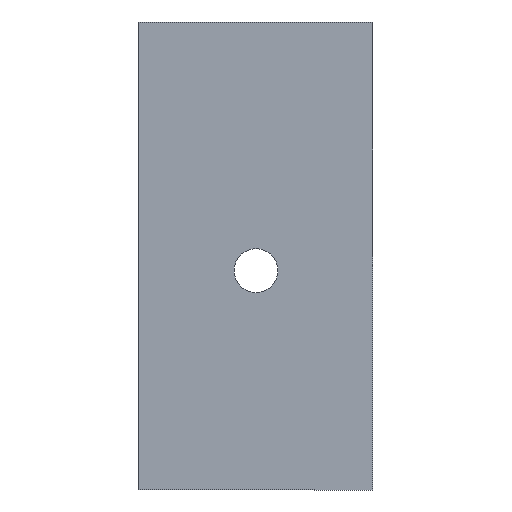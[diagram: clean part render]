
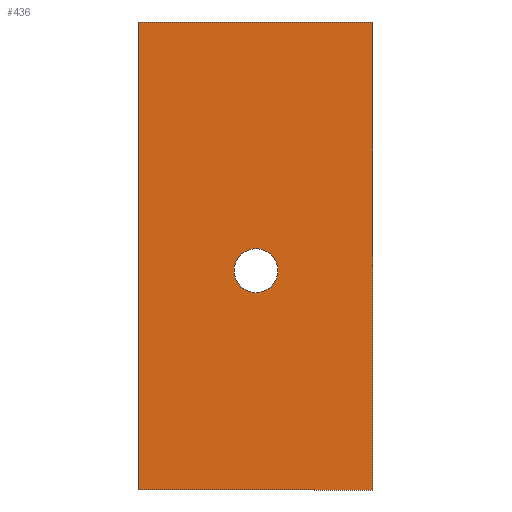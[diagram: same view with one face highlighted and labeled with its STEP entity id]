
A CAD part, front view. The second image highlights one B-rep face of the part: STEP entity #436.
In plain terms, the highlighted planar face has unit normal (0, -1, 0).
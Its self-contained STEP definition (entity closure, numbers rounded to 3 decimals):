
#31 = CARTESIAN_POINT ( 'NONE',  ( 8., 0., 16. ) ) ;
#222 = CARTESIAN_POINT ( 'NONE',  ( -8., 0., 16. ) ) ;
#395 = CARTESIAN_POINT ( 'NONE',  ( 8., 0., 16. ) ) ;
#436 = ADVANCED_FACE ( 'NONE', ( #1900, #4228 ), #3905, .F. ) ;
#447 = AXIS2_PLACEMENT_3D ( 'NONE', #2499, #5607, #4247 ) ;
#467 = EDGE_LOOP ( 'NONE', ( #2131, #4074, #4735, #1149 ) ) ;
#524 = VERTEX_POINT ( 'NONE', #4022 ) ;
#601 = EDGE_CURVE ( 'NONE', #2842, #3236, #2946, .T. ) ;
#901 = EDGE_CURVE ( 'NONE', #524, #2842, #4186, .T. ) ;
#1064 = LINE ( 'NONE', #395, #2455 ) ;
#1141 = CARTESIAN_POINT ( 'NONE',  ( -8., 0., 16. ) ) ;
#1149 = ORIENTED_EDGE ( 'NONE', *, *, #601, .F. ) ;
#1331 = DIRECTION ( 'NONE',  ( 0., 1., 0. ) ) ;
#1334 = VERTEX_POINT ( 'NONE', #4010 ) ;
#1375 = LINE ( 'NONE', #5668, #4458 ) ;
#1395 = DIRECTION ( 'NONE',  ( 0., 1., 0. ) ) ;
#1498 = DIRECTION ( 'NONE',  ( 1., 0., 0. ) ) ;
#1628 = CARTESIAN_POINT ( 'NONE',  ( 0., 0., 0.5 ) ) ;
#1702 = DIRECTION ( 'NONE',  ( 0., 0., -1. ) ) ;
#1770 = EDGE_LOOP ( 'NONE', ( #2083, #4866 ) ) ;
#1900 = FACE_BOUND ( 'NONE', #1770, .T. ) ;
#2083 = ORIENTED_EDGE ( 'NONE', *, *, #3163, .T. ) ;
#2122 = DIRECTION ( 'NONE',  ( -1., 0., 0. ) ) ;
#2131 = ORIENTED_EDGE ( 'NONE', *, *, #901, .F. ) ;
#2199 = EDGE_CURVE ( 'NONE', #3236, #3406, #1064, .T. ) ;
#2417 = AXIS2_PLACEMENT_3D ( 'NONE', #5339, #1331, #4911 ) ;
#2444 = DIRECTION ( 'NONE',  ( 0., 0., 1. ) ) ;
#2455 = VECTOR ( 'NONE', #1702, 1000. ) ;
#2499 = CARTESIAN_POINT ( 'NONE',  ( 0., 0., -1. ) ) ;
#2501 = CIRCLE ( 'NONE', #447, 1.5 ) ;
#2842 = VERTEX_POINT ( 'NONE', #222 ) ;
#2946 = LINE ( 'NONE', #4190, #4000 ) ;
#3163 = EDGE_CURVE ( 'NONE', #4763, #1334, #4279, .T. ) ;
#3236 = VERTEX_POINT ( 'NONE', #31 ) ;
#3371 = AXIS2_PLACEMENT_3D ( 'NONE', #3542, #1395, #4945 ) ;
#3406 = VERTEX_POINT ( 'NONE', #4366 ) ;
#3542 = CARTESIAN_POINT ( 'NONE',  ( 0., 0., -1. ) ) ;
#3905 = PLANE ( 'NONE',  #2417 ) ;
#4000 = VECTOR ( 'NONE', #1498, 1000. ) ;
#4010 = CARTESIAN_POINT ( 'NONE',  ( 0., 0., -2.5 ) ) ;
#4022 = CARTESIAN_POINT ( 'NONE',  ( -8., 0., -16. ) ) ;
#4074 = ORIENTED_EDGE ( 'NONE', *, *, #5569, .F. ) ;
#4186 = LINE ( 'NONE', #1141, #4932 ) ;
#4190 = CARTESIAN_POINT ( 'NONE',  ( 8., 0., 16. ) ) ;
#4228 = FACE_OUTER_BOUND ( 'NONE', #467, .T. ) ;
#4247 = DIRECTION ( 'NONE',  ( 0., 0., 1. ) ) ;
#4279 = CIRCLE ( 'NONE', #3371, 1.5 ) ;
#4366 = CARTESIAN_POINT ( 'NONE',  ( 8., 0., -16. ) ) ;
#4458 = VECTOR ( 'NONE', #2122, 1000. ) ;
#4735 = ORIENTED_EDGE ( 'NONE', *, *, #2199, .F. ) ;
#4763 = VERTEX_POINT ( 'NONE', #1628 ) ;
#4866 = ORIENTED_EDGE ( 'NONE', *, *, #5262, .T. ) ;
#4911 = DIRECTION ( 'NONE',  ( 0., 0., 1. ) ) ;
#4932 = VECTOR ( 'NONE', #2444, 1000. ) ;
#4945 = DIRECTION ( 'NONE',  ( 0., 0., 1. ) ) ;
#5262 = EDGE_CURVE ( 'NONE', #1334, #4763, #2501, .T. ) ;
#5339 = CARTESIAN_POINT ( 'NONE',  ( 0., 0., 0. ) ) ;
#5569 = EDGE_CURVE ( 'NONE', #3406, #524, #1375, .T. ) ;
#5607 = DIRECTION ( 'NONE',  ( 0., 1., 0. ) ) ;
#5668 = CARTESIAN_POINT ( 'NONE',  ( 8., 0., -16. ) ) ;
